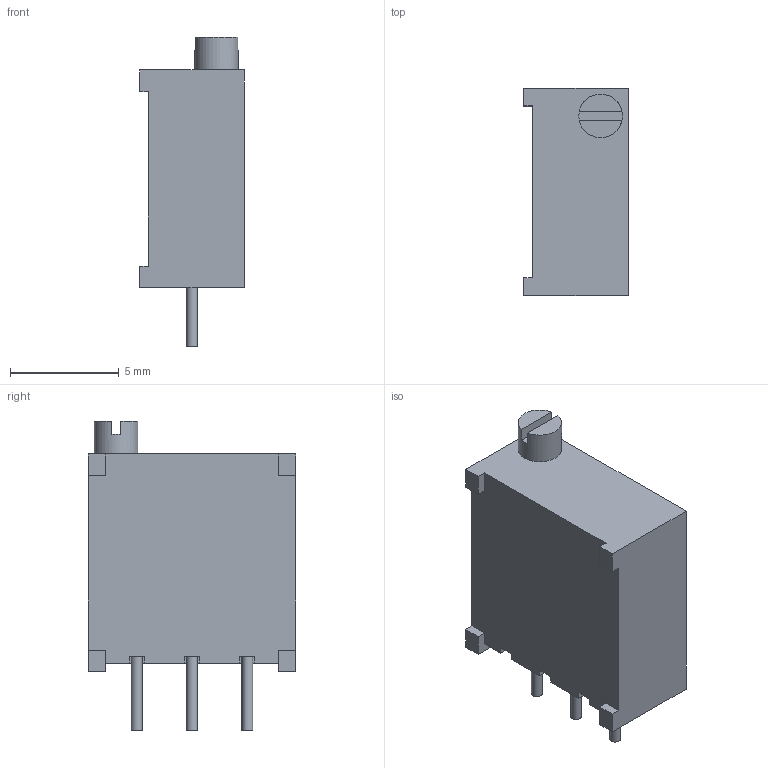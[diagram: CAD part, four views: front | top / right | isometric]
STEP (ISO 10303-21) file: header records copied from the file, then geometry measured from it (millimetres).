
FILE_DESCRIPTION(/* description */ (''),/* implementation_level */ '2;1');
FILE_NAME(/* name */ '3296W-V.stp',/* time_stamp */ '2024-01-25T16:02:18+03:00',/* author */ ('crscnt'),/* organization */ (''),/* preprocessor_version */ 'ST-DEVELOPER v19',/* originating_system */ 'Autodesk Inventor 2023',/* authorisation */ '');
FILE_SCHEMA (('AUTOMOTIVE_DESIGN { 1 0 10303 214 3 1 1 }'));
Length unit declared in the file: millimetre
Products named in the file (1): 3296
Bounding box: 4.8 x 9.5 x 14.2 mm (x, y, z)
Volume: 410 mm3; surface area: 396.4 mm2
Topology: 1 solids, 1 shells, 44 faces, 114 edges, 76 vertices
Faces by surface type: plane 40, cylinder 4
Full cylindrical faces by diameter (mm): 0.5 x3, 2 x1
Entity records: 1444 total; most frequent: CARTESIAN_POINT 235, ORIENTED_EDGE 228, DIRECTION 216, EDGE_CURVE 114, LINE 102, VECTOR 102, VERTEX_POINT 76, AXIS2_PLACEMENT_3D 57
